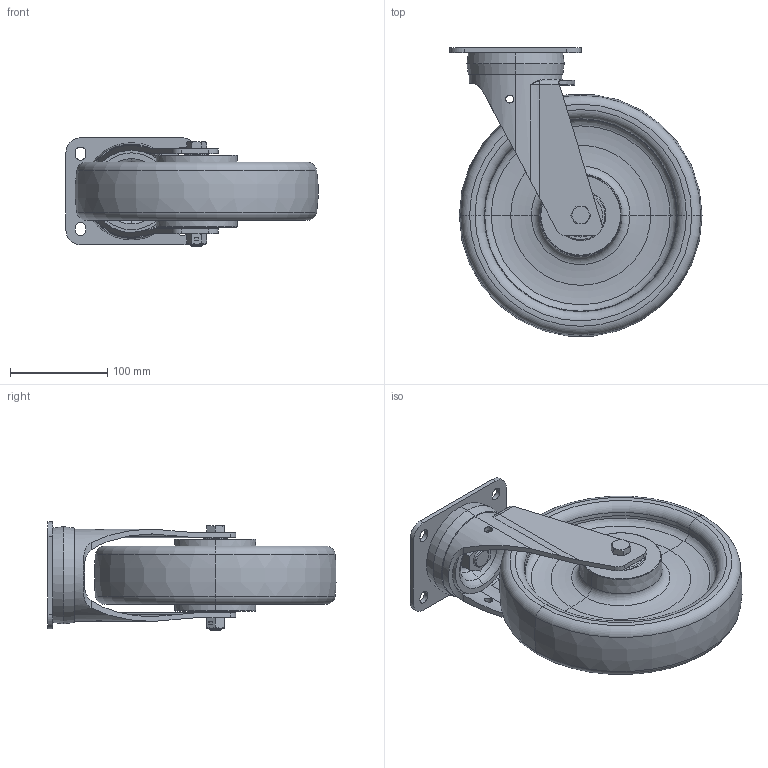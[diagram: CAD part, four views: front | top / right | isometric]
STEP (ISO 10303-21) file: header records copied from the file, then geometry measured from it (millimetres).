
FILE_DESCRIPTION (( 'STEP AP214' ), '1' );
FILE_NAME ('0023333WI_L-IM-PUZK-250-K-3.STEP', '2016-11-15T12:37:04', ( '' ), ( '' ), 'SwSTEP 2.0', 'SolidWorks 2016', '' );
FILE_SCHEMA (( 'AUTOMOTIVE_DESIGN' ));
Length unit declared in the file: millimetre
Products named in the file (1): 0023333WI_L-IM-PUZK-250-K-3
Bounding box: 259.33 x 296.15 x 111.5 mm (x, y, z)
Volume: 2243720.9 mm3; surface area: 450431.2 mm2
Topology: 16 solids, 16 shells, 544 faces, 1250 edges, 758 vertices
Faces by surface type: torus 170, plane 166, cylinder 160, cone 40, bspline 8
Entity records: 22571 total; most frequent: CARTESIAN_POINT 3743, DIRECTION 2920, ORIENTED_EDGE 2492, AXIS2_PLACEMENT_3D 1257, EDGE_CURVE 1246, VERTEX_POINT 758, CIRCLE 720, EDGE_LOOP 612
